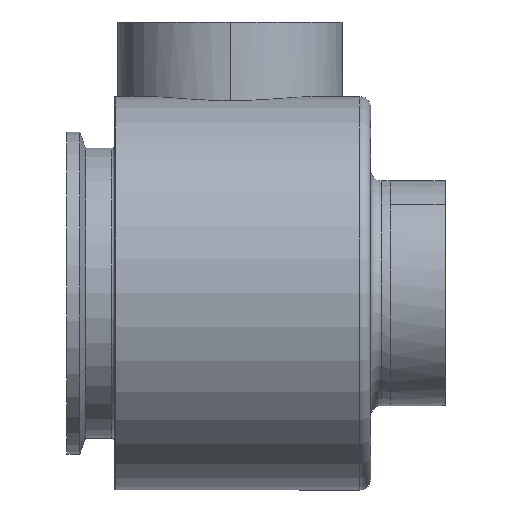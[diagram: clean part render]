
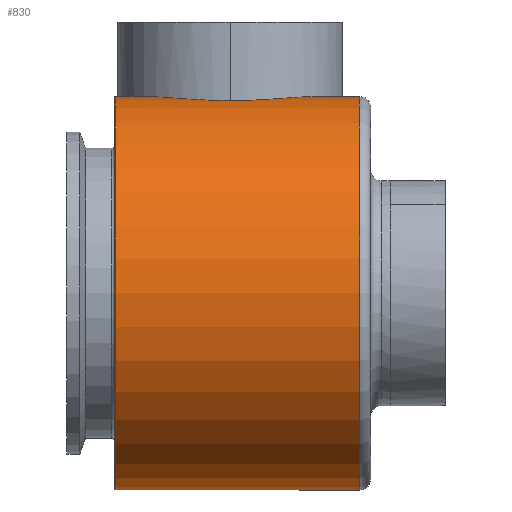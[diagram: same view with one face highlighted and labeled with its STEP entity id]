
A CAD part, left-side view. The second image highlights one B-rep face of the part: STEP entity #830.
In plain terms, the highlighted cylindrical face has radius 55.55 mm (diameter 111.1 mm), a partial arc.
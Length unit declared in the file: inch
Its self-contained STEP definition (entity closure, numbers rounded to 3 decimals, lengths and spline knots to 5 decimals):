
#6 = ORIENTED_EDGE ( 'NONE', *, *, #772, .T. ) ;
#8 = CARTESIAN_POINT ( 'NONE',  ( -0.43505, -0.15907, 2.14329 ) ) ;
#9 = LINE ( 'NONE', #456, #722 ) ;
#24 = EDGE_CURVE ( 'NONE', #331, #210, #514, .T. ) ;
#46 = ORIENTED_EDGE ( 'NONE', *, *, #804, .T. ) ;
#52 = CARTESIAN_POINT ( 'NONE',  ( 0., -0.95628, 2.187 ) ) ;
#54 = CARTESIAN_POINT ( 'NONE',  ( 0., -1.441, 0. ) ) ;
#64 = CARTESIAN_POINT ( 'NONE',  ( -0.445, 0., 2.14125 ) ) ;
#66 = CARTESIAN_POINT ( 'NONE',  ( -0.43195, -0.18161, 2.14392 ) ) ;
#68 = VERTEX_POINT ( 'NONE', #846 ) ;
#70 = CARTESIAN_POINT ( 'NONE',  ( -0.24315, 0.68719, 2.17416 ) ) ;
#79 = CARTESIAN_POINT ( 'NONE',  ( -0.445, -0.04577, 2.14125 ) ) ;
#80 = CARTESIAN_POINT ( 'NONE',  ( 0., 0.95628, 2.187 ) ) ;
#94 = DIRECTION ( 'NONE',  ( 0., 1., 0. ) ) ;
#113 = EDGE_CURVE ( 'NONE', #68, #307, #351, .T. ) ;
#115 = CARTESIAN_POINT ( 'NONE',  ( -0.06776, -0.89516, 2.18601 ) ) ;
#116 = DIRECTION ( 'NONE',  ( 0., 0., 1. ) ) ;
#125 = FACE_OUTER_BOUND ( 'NONE', #667, .T. ) ;
#128 = CARTESIAN_POINT ( 'NONE',  ( -0.445, 0.09175, 2.14125 ) ) ;
#134 = CARTESIAN_POINT ( 'NONE',  ( -0.1593, 0.79571, 2.18124 ) ) ;
#180 = DIRECTION ( 'NONE',  ( 0., 1., 0. ) ) ;
#198 = CYLINDRICAL_SURFACE ( 'NONE', #220, 2.187 ) ;
#206 = VECTOR ( 'NONE', #823, 39.37008 ) ;
#207 = CARTESIAN_POINT ( 'NONE',  ( -0.16009, -0.79571, 2.18131 ) ) ;
#209 = CARTESIAN_POINT ( 'NONE',  ( -0.11444, 0.84713, 2.18406 ) ) ;
#210 = VERTEX_POINT ( 'NONE', #64 ) ;
#218 = CARTESIAN_POINT ( 'NONE',  ( -0.08386, -0.87917, 2.18545 ) ) ;
#220 = AXIS2_PLACEMENT_3D ( 'NONE', #708, #919, #895 ) ;
#225 = LINE ( 'NONE', #395, #206 ) ;
#270 = CARTESIAN_POINT ( 'NONE',  ( 0., -1.441, 2.187 ) ) ;
#275 = CARTESIAN_POINT ( 'NONE',  ( -0.24057, -0.68656, 2.17386 ) ) ;
#276 = CARTESIAN_POINT ( 'NONE',  ( -0.40571, 0.31422, 2.14906 ) ) ;
#278 = CARTESIAN_POINT ( 'NONE',  ( -0.03457, 0.92718, 2.187 ) ) ;
#280 = DIRECTION ( 'NONE',  ( 0., 1., 0. ) ) ;
#285 = EDGE_CURVE ( 'NONE', #529, #68, #9, .T. ) ;
#307 = VERTEX_POINT ( 'NONE', #886 ) ;
#331 = VERTEX_POINT ( 'NONE', #749 ) ;
#340 = CARTESIAN_POINT ( 'NONE',  ( -0.30918, -0.56844, 2.16512 ) ) ;
#342 = CARTESIAN_POINT ( 'NONE',  ( -0.3715, 0.42293, 2.15523 ) ) ;
#351 = CIRCLE ( 'NONE', #639, 2.187 ) ;
#358 = ORIENTED_EDGE ( 'NONE', *, *, #285, .F. ) ;
#385 = VERTEX_POINT ( 'NONE', #80 ) ;
#395 = CARTESIAN_POINT ( 'NONE',  ( 0., 2.3, 2.187 ) ) ;
#401 = CARTESIAN_POINT ( 'NONE',  ( -0.01744, -0.9416, 2.187 ) ) ;
#416 = CARTESIAN_POINT ( 'NONE',  ( -0.3954, -0.36038, 2.15105 ) ) ;
#418 = CARTESIAN_POINT ( 'NONE',  ( -0.34663, 0.48658, 2.15937 ) ) ;
#425 = B_SPLINE_CURVE_WITH_KNOTS ( 'NONE', 3,
 ( #630, #128, #703, #276, #777, #342, #838, #418, #913, #483, #70, #563, #134, #635, #209, #707, #278, #783 ),
 .UNSPECIFIED., .F., .F.,
 ( 4, 2, 2, 2, 2, 2, 2, 2, 4 ),
 ( 0., 0.00689, 0.01033, 0.01206, 0.01378, 0.02067, 0.02239, 0.02411, 0.02756 ),
 .UNSPECIFIED. ) ;
#429 = EDGE_CURVE ( 'NONE', #385, #307, #225, .T. ) ;
#441 = CARTESIAN_POINT ( 'NONE',  ( 0., -1.441, -2.187 ) ) ;
#448 = CIRCLE ( 'NONE', #899, 2.187 ) ;
#456 = CARTESIAN_POINT ( 'NONE',  ( 0., 2.3, -2.187 ) ) ;
#482 = CARTESIAN_POINT ( 'NONE',  ( -0.42451, -0.22657, 2.14541 ) ) ;
#483 = CARTESIAN_POINT ( 'NONE',  ( -0.28987, 0.60988, 2.16805 ) ) ;
#496 = CARTESIAN_POINT ( 'NONE',  ( -0.4425, -0.09124, 2.14177 ) ) ;
#499 = LINE ( 'NONE', #711, #649 ) ;
#514 = B_SPLINE_CURVE_WITH_KNOTS ( 'NONE', 3,
 ( #52, #401, #548, #115, #218, #544, #207, #702, #275, #775, #340, #836, #416, #912, #482, #66, #8, #496, #79, #579 ),
 .UNSPECIFIED., .F., .F.,
 ( 4, 2, 2, 2, 2, 2, 2, 2, 2, 4 ),
 ( 0.1928, 0.19452, 0.19623, 0.19967, 0.20311, 0.20655, 0.21342, 0.21514, 0.21686, 0.2203 ),
 .UNSPECIFIED. ) ;
#517 = CARTESIAN_POINT ( 'NONE',  ( 0., 1.27, 0. ) ) ;
#529 = VERTEX_POINT ( 'NONE', #441 ) ;
#544 = CARTESIAN_POINT ( 'NONE',  ( -0.13074, -0.83002, 2.18331 ) ) ;
#548 = CARTESIAN_POINT ( 'NONE',  ( -0.03457, -0.92635, 2.18679 ) ) ;
#549 = DIRECTION ( 'NONE',  ( 0., 1., 0. ) ) ;
#563 = CARTESIAN_POINT ( 'NONE',  ( -0.17373, 0.77789, 2.18013 ) ) ;
#579 = CARTESIAN_POINT ( 'NONE',  ( -0.445, 0., 2.14125 ) ) ;
#590 = ORIENTED_EDGE ( 'NONE', *, *, #429, .T. ) ;
#593 = DIRECTION ( 'NONE',  ( 0., 0., 1. ) ) ;
#600 = EDGE_CURVE ( 'NONE', #210, #385, #425, .T. ) ;
#630 = CARTESIAN_POINT ( 'NONE',  ( -0.445, 0., 2.14125 ) ) ;
#635 = CARTESIAN_POINT ( 'NONE',  ( -0.12967, 0.8303, 2.1832 ) ) ;
#639 = AXIS2_PLACEMENT_3D ( 'NONE', #517, #94, #593 ) ;
#649 = VECTOR ( 'NONE', #280, 39.37008 ) ;
#667 = EDGE_LOOP ( 'NONE', ( #358, #46, #6, #800, #698, #590, #683 ) ) ;
#683 = ORIENTED_EDGE ( 'NONE', *, *, #113, .F. ) ;
#698 = ORIENTED_EDGE ( 'NONE', *, *, #600, .T. ) ;
#702 = CARTESIAN_POINT ( 'NONE',  ( -0.215, -0.72397, 2.17658 ) ) ;
#703 = CARTESIAN_POINT ( 'NONE',  ( -0.43502, 0.18174, 2.14339 ) ) ;
#707 = CARTESIAN_POINT ( 'NONE',  ( -0.06751, 0.89626, 2.18618 ) ) ;
#708 = CARTESIAN_POINT ( 'NONE',  ( 0., 2.3, 0. ) ) ;
#711 = CARTESIAN_POINT ( 'NONE',  ( 0., 2.3, 2.187 ) ) ;
#722 = VECTOR ( 'NONE', #180, 39.37008 ) ;
#749 = CARTESIAN_POINT ( 'NONE',  ( 0., -0.95628, 2.187 ) ) ;
#772 = EDGE_CURVE ( 'NONE', #896, #331, #499, .T. ) ;
#775 = CARTESIAN_POINT ( 'NONE',  ( -0.28783, -0.60852, 2.16811 ) ) ;
#777 = CARTESIAN_POINT ( 'NONE',  ( -0.39352, 0.35796, 2.15136 ) ) ;
#783 = CARTESIAN_POINT ( 'NONE',  ( 0., 0.95628, 2.187 ) ) ;
#800 = ORIENTED_EDGE ( 'NONE', *, *, #24, .T. ) ;
#804 = EDGE_CURVE ( 'NONE', #529, #896, #448, .T. ) ;
#823 = DIRECTION ( 'NONE',  ( 0., 1., 0. ) ) ;
#830 = ADVANCED_FACE ( 'NONE', ( #125 ), #198, .T. ) ;
#836 = CARTESIAN_POINT ( 'NONE',  ( -0.36631, -0.44573, 2.15645 ) ) ;
#838 = CARTESIAN_POINT ( 'NONE',  ( -0.36357, 0.44438, 2.15659 ) ) ;
#846 = CARTESIAN_POINT ( 'NONE',  ( 0., 1.27, -2.187 ) ) ;
#886 = CARTESIAN_POINT ( 'NONE',  ( 0., 1.27, 2.187 ) ) ;
#895 = DIRECTION ( 'NONE',  ( 0., 0., 1. ) ) ;
#896 = VERTEX_POINT ( 'NONE', #270 ) ;
#899 = AXIS2_PLACEMENT_3D ( 'NONE', #54, #549, #116 ) ;
#912 = CARTESIAN_POINT ( 'NONE',  ( -0.42016, -0.24902, 2.14627 ) ) ;
#913 = CARTESIAN_POINT ( 'NONE',  ( -0.33762, 0.50737, 2.1608 ) ) ;
#919 = DIRECTION ( 'NONE',  ( 0., 1., 0. ) ) ;
